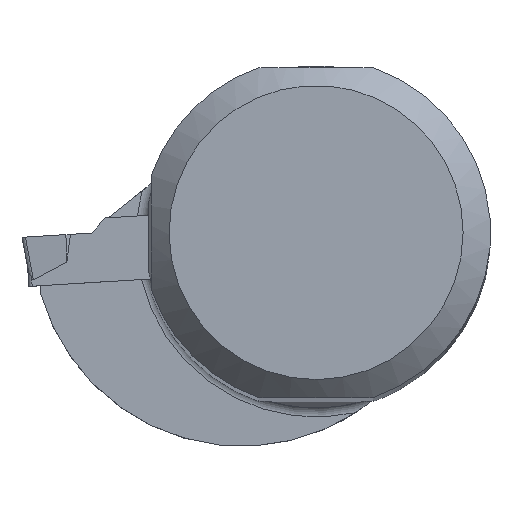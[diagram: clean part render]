
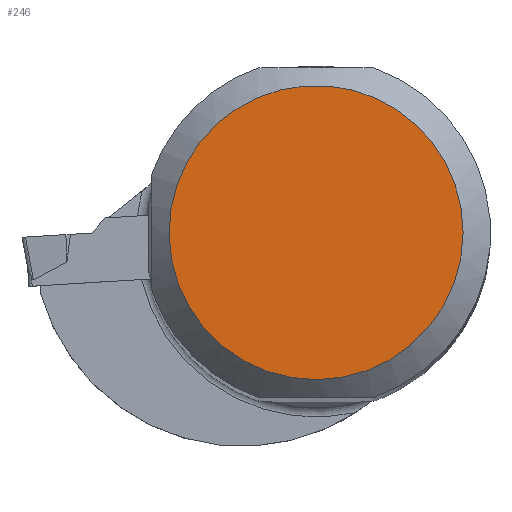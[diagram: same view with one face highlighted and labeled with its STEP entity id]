
A CAD part, top view. The second image highlights one B-rep face of the part: STEP entity #246.
In plain terms, the highlighted planar face has unit normal (0, 0, 1).
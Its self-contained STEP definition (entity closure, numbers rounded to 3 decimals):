
#178=CIRCLE('',#1860,13.375);
#246=ADVANCED_FACE('TB_BL_N10_SU6',(#378),#323,.T.);
#323=PLANE('',#1864);
#378=FACE_OUTER_BOUND('',#466,.T.);
#466=EDGE_LOOP('',(#755));
#755=ORIENTED_EDGE('',*,*,#1344,.T.);
#1154=VERTEX_POINT('',#2860);
#1344=EDGE_CURVE('',#1154,#1154,#178,.T.);
#1860=AXIS2_PLACEMENT_3D('',#2859,#2154,#2155);
#1864=AXIS2_PLACEMENT_3D('',#2946,#2162,#2163);
#2154=DIRECTION('',(0.,0.,1.));
#2155=DIRECTION('',(1.,0.,0.));
#2162=DIRECTION('',(0.,0.,1.));
#2163=DIRECTION('',(1.,0.,0.));
#2859=CARTESIAN_POINT('',(0.,0.,0.));
#2860=CARTESIAN_POINT('',(13.375,0.,0.));
#2946=CARTESIAN_POINT('',(0.,0.,0.));
